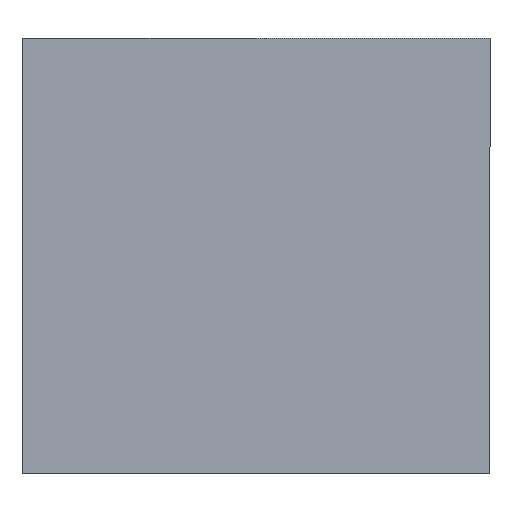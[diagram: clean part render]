
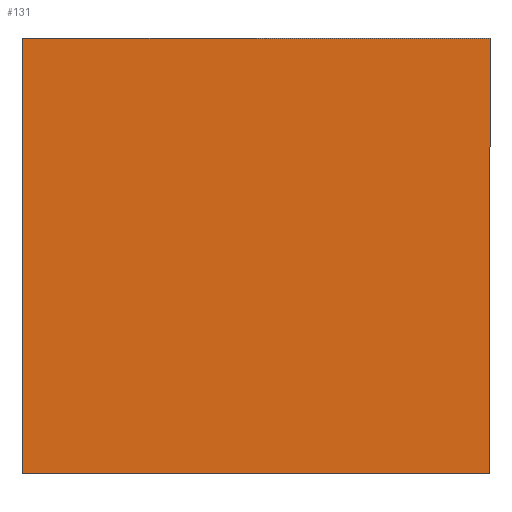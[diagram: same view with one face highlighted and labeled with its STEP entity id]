
A CAD part, front view. The second image highlights one B-rep face of the part: STEP entity #131.
In plain terms, the highlighted planar face has unit normal (0, -1, 0).
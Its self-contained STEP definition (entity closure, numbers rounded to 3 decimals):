
#4 = ORIENTED_EDGE ( 'NONE', *, *, #172, .F. ) ;
#8 = LINE ( 'NONE', #166, #228 ) ;
#14 = VECTOR ( 'NONE', #76, 1000. ) ;
#19 = VERTEX_POINT ( 'NONE', #98 ) ;
#20 = VECTOR ( 'NONE', #62, 1000. ) ;
#22 = CARTESIAN_POINT ( 'NONE',  ( -72., 0., -67. ) ) ;
#28 = LINE ( 'NONE', #232, #20 ) ;
#30 = LINE ( 'NONE', #78, #142 ) ;
#39 = VERTEX_POINT ( 'NONE', #72 ) ;
#44 = FACE_OUTER_BOUND ( 'NONE', #147, .T. ) ;
#45 = EDGE_CURVE ( 'NONE', #208, #137, #8, .T. ) ;
#62 = DIRECTION ( 'NONE',  ( -1., 0., 0. ) ) ;
#67 = DIRECTION ( 'NONE',  ( 1., 0., 0. ) ) ;
#72 = CARTESIAN_POINT ( 'NONE',  ( -72., 0., -67. ) ) ;
#75 = DIRECTION ( 'NONE',  ( 0., 0., -1. ) ) ;
#76 = DIRECTION ( 'NONE',  ( 0., 0., 1. ) ) ;
#78 = CARTESIAN_POINT ( 'NONE',  ( -72., 0., 67. ) ) ;
#80 = EDGE_CURVE ( 'NONE', #39, #19, #223, .T. ) ;
#94 = AXIS2_PLACEMENT_3D ( 'NONE', #199, #178, #139 ) ;
#98 = CARTESIAN_POINT ( 'NONE',  ( -72., 0., 67. ) ) ;
#99 = CARTESIAN_POINT ( 'NONE',  ( 72., 0., -67. ) ) ;
#131 = ADVANCED_FACE ( 'NONE', ( #44 ), #196, .F. ) ;
#133 = ORIENTED_EDGE ( 'NONE', *, *, #176, .F. ) ;
#137 = VERTEX_POINT ( 'NONE', #99 ) ;
#139 = DIRECTION ( 'NONE',  ( 0., 0., 1. ) ) ;
#140 = CARTESIAN_POINT ( 'NONE',  ( 72., 0., 67. ) ) ;
#142 = VECTOR ( 'NONE', #67, 1000. ) ;
#147 = EDGE_LOOP ( 'NONE', ( #189, #4, #190, #133 ) ) ;
#166 = CARTESIAN_POINT ( 'NONE',  ( 72., 0., -67. ) ) ;
#172 = EDGE_CURVE ( 'NONE', #19, #208, #30, .T. ) ;
#176 = EDGE_CURVE ( 'NONE', #137, #39, #28, .T. ) ;
#178 = DIRECTION ( 'NONE',  ( 0., 1., 0. ) ) ;
#189 = ORIENTED_EDGE ( 'NONE', *, *, #45, .F. ) ;
#190 = ORIENTED_EDGE ( 'NONE', *, *, #80, .F. ) ;
#196 = PLANE ( 'NONE',  #94 ) ;
#199 = CARTESIAN_POINT ( 'NONE',  ( 0., 0., 0. ) ) ;
#208 = VERTEX_POINT ( 'NONE', #140 ) ;
#223 = LINE ( 'NONE', #22, #14 ) ;
#228 = VECTOR ( 'NONE', #75, 1000. ) ;
#232 = CARTESIAN_POINT ( 'NONE',  ( -72., 0., -67. ) ) ;
